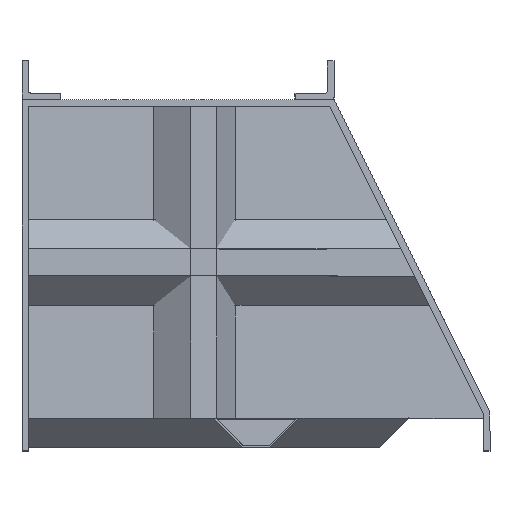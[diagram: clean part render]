
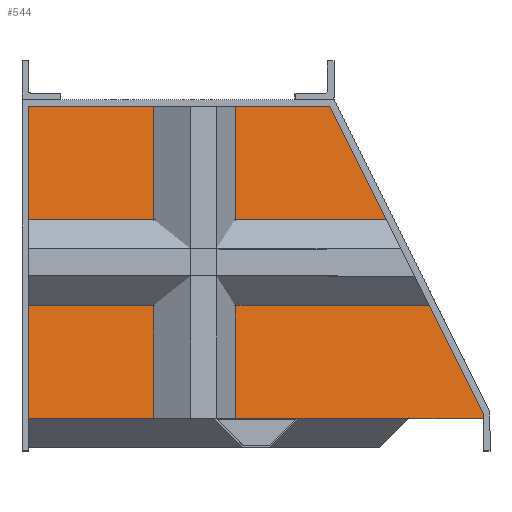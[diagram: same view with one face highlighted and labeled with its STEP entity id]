
A CAD part, top view. The second image highlights one B-rep face of the part: STEP entity #544.
In plain terms, the highlighted planar face has unit normal (0.316, 0, 0.949).
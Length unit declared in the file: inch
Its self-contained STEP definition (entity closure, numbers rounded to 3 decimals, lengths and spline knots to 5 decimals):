
#32 = LINE ( 'NONE', #3287, #4356 ) ;
#62 = CARTESIAN_POINT ( 'NONE',  ( 13.10279, 9.23541, 2.19593 ) ) ;
#88 = CARTESIAN_POINT ( 'NONE',  ( 22.34723, 7.25759, -0.88555 ) ) ;
#257 = VERTEX_POINT ( 'NONE', #545 ) ;
#416 = EDGE_CURVE ( 'NONE', #5439, #5128, #4879, .T. ) ;
#460 = CARTESIAN_POINT ( 'NONE',  ( 11.84549, 11.75, 2.61503 ) ) ;
#544 = ADVANCED_FACE ( 'NONE', ( #3654 ), #5373, .T. ) ;
#545 = CARTESIAN_POINT ( 'NONE',  ( 14.83964, -0.25, 1.61697 ) ) ;
#636 = VECTOR ( 'NONE', #3005, 39.37008 ) ;
#713 = LINE ( 'NONE', #3797, #2804 ) ;
#764 = CARTESIAN_POINT ( 'NONE',  ( 14.85732, -0.23232, 1.61108 ) ) ;
#847 = CARTESIAN_POINT ( 'NONE',  ( 1.96906, -0.25, 5.90717 ) ) ;
#911 = CARTESIAN_POINT ( 'NONE',  ( 14.875, -0.25, 1.60519 ) ) ;
#1114 = CARTESIAN_POINT ( 'NONE',  ( 0.25, 11.75, 6.48019 ) ) ;
#1145 = VERTEX_POINT ( 'NONE', #2534 ) ;
#1147 = EDGE_CURVE ( 'NONE', #2704, #1145, #4371, .T. ) ;
#1157 = ORIENTED_EDGE ( 'NONE', *, *, #4350, .F. ) ;
#1259 = DIRECTION ( 'NONE',  ( -0.949, 0., 0.316 ) ) ;
#1491 = CARTESIAN_POINT ( 'NONE',  ( 17.75, -0.25, 0.64686 ) ) ;
#1664 = DIRECTION ( 'NONE',  ( -0.949, 0., 0.316 ) ) ;
#1756 = ORIENTED_EDGE ( 'NONE', *, *, #5694, .T. ) ;
#1781 = VERTEX_POINT ( 'NONE', #460 ) ;
#1801 = LINE ( 'NONE', #847, #3156 ) ;
#1978 = DIRECTION ( 'NONE',  ( 0., -1., 0. ) ) ;
#2091 = DIRECTION ( 'NONE',  ( 0., 1., 0. ) ) ;
#2117 = CARTESIAN_POINT ( 'NONE',  ( 18.07906, 12., 0.53717 ) ) ;
#2212 = CARTESIAN_POINT ( 'NONE',  ( 14.7379, -0.25, 1.65089 ) ) ;
#2227 = CARTESIAN_POINT ( 'NONE',  ( 1.96906, -0.25, 5.90717 ) ) ;
#2258 = AXIS2_PLACEMENT_3D ( 'NONE', #2117, #5350, #4449 ) ;
#2297 = ORIENTED_EDGE ( 'NONE', *, *, #3214, .F. ) ;
#2300 = LINE ( 'NONE', #62, #3825 ) ;
#2534 = CARTESIAN_POINT ( 'NONE',  ( 17.75, -0.05902, 0.64686 ) ) ;
#2641 = EDGE_CURVE ( 'NONE', #4060, #257, #2668, .T. ) ;
#2656 = VERTEX_POINT ( 'NONE', #911 ) ;
#2668 = LINE ( 'NONE', #88, #4893 ) ;
#2704 = VERTEX_POINT ( 'NONE', #1491 ) ;
#2804 = VECTOR ( 'NONE', #1978, 39.37008 ) ;
#2884 = ORIENTED_EDGE ( 'NONE', *, *, #4545, .F. ) ;
#3005 = DIRECTION ( 'NONE',  ( -0.688, 0.688, 0.229 ) ) ;
#3155 = DIRECTION ( 'NONE',  ( -0.688, -0.688, 0.229 ) ) ;
#3156 = VECTOR ( 'NONE', #4021, 39.37008 ) ;
#3214 = EDGE_CURVE ( 'NONE', #1781, #1145, #2300, .T. ) ;
#3280 = ORIENTED_EDGE ( 'NONE', *, *, #3814, .F. ) ;
#3287 = CARTESIAN_POINT ( 'NONE',  ( 1.96906, 11.75, 5.90717 ) ) ;
#3455 = LINE ( 'NONE', #5760, #3638 ) ;
#3479 = VERTEX_POINT ( 'NONE', #1114 ) ;
#3638 = VECTOR ( 'NONE', #1664, 39.37008 ) ;
#3654 = FACE_OUTER_BOUND ( 'NONE', #3786, .T. ) ;
#3680 = ORIENTED_EDGE ( 'NONE', *, *, #2641, .F. ) ;
#3713 = ORIENTED_EDGE ( 'NONE', *, *, #5793, .T. ) ;
#3786 = EDGE_LOOP ( 'NONE', ( #2884, #1157, #5656, #2297, #1756, #3713, #3842, #3280, #3680 ) ) ;
#3797 = CARTESIAN_POINT ( 'NONE',  ( 0.25, 12., 6.48019 ) ) ;
#3814 = EDGE_CURVE ( 'NONE', #257, #5439, #3455, .T. ) ;
#3825 = VECTOR ( 'NONE', #4607, 39.37008 ) ;
#3842 = ORIENTED_EDGE ( 'NONE', *, *, #416, .F. ) ;
#3963 = CARTESIAN_POINT ( 'NONE',  ( 17.75, 12., 0.64686 ) ) ;
#4021 = DIRECTION ( 'NONE',  ( -0.949, 0., 0.316 ) ) ;
#4060 = VERTEX_POINT ( 'NONE', #764 ) ;
#4108 = CARTESIAN_POINT ( 'NONE',  ( 0.25, -0.25, 6.48019 ) ) ;
#4350 = EDGE_CURVE ( 'NONE', #2704, #2656, #1801, .T. ) ;
#4356 = VECTOR ( 'NONE', #4576, 39.37008 ) ;
#4371 = LINE ( 'NONE', #3963, #5715 ) ;
#4389 = CARTESIAN_POINT ( 'NONE',  ( 10.75871, 3.86629, 2.97729 ) ) ;
#4449 = DIRECTION ( 'NONE',  ( 0.949, 0., -0.316 ) ) ;
#4545 = EDGE_CURVE ( 'NONE', #2656, #4060, #4869, .T. ) ;
#4576 = DIRECTION ( 'NONE',  ( -0.949, 0., 0.316 ) ) ;
#4607 = DIRECTION ( 'NONE',  ( 0.442, -0.885, -0.147 ) ) ;
#4869 = LINE ( 'NONE', #4389, #636 ) ;
#4879 = LINE ( 'NONE', #2227, #5239 ) ;
#4893 = VECTOR ( 'NONE', #3155, 39.37008 ) ;
#5128 = VERTEX_POINT ( 'NONE', #4108 ) ;
#5239 = VECTOR ( 'NONE', #1259, 39.37008 ) ;
#5350 = DIRECTION ( 'NONE',  ( 0.316, 0., 0.949 ) ) ;
#5373 = PLANE ( 'NONE',  #2258 ) ;
#5439 = VERTEX_POINT ( 'NONE', #2212 ) ;
#5656 = ORIENTED_EDGE ( 'NONE', *, *, #1147, .T. ) ;
#5694 = EDGE_CURVE ( 'NONE', #1781, #3479, #32, .T. ) ;
#5715 = VECTOR ( 'NONE', #2091, 39.37008 ) ;
#5760 = CARTESIAN_POINT ( 'NONE',  ( 1.96906, -0.25, 5.90717 ) ) ;
#5793 = EDGE_CURVE ( 'NONE', #3479, #5128, #713, .T. ) ;
